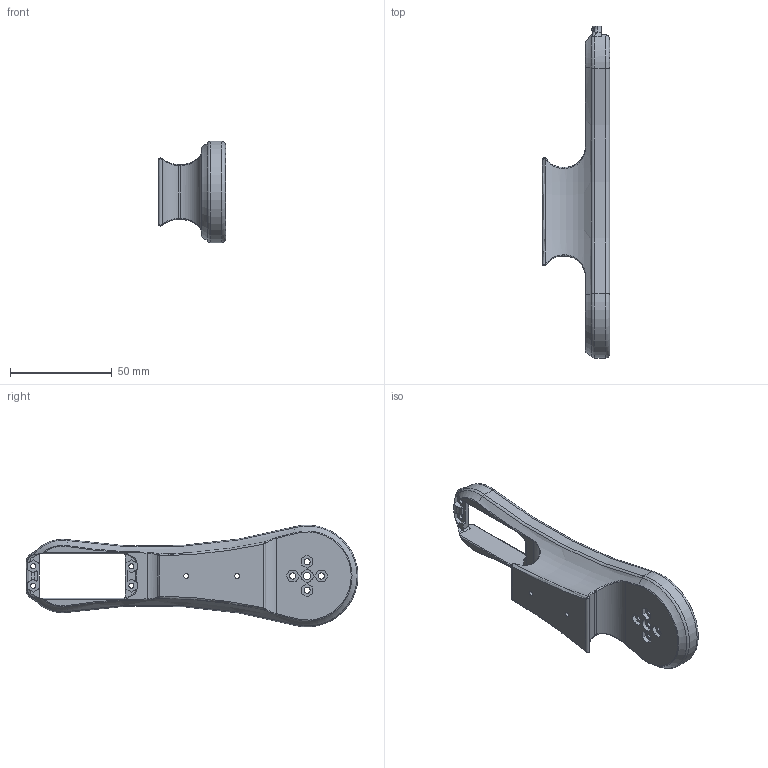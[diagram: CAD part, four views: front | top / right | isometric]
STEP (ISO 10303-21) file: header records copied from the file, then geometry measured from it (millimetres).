
FILE_DESCRIPTION(/* description */ (''),/* implementation_level */ '2;1');
FILE_NAME(/* name */ 'Robot - J2 (RIGHT) v7.step',/* time_stamp */ '2023-10-17T09:54:30+02:00',/* author */ (''),/* organization */ (''),/* preprocessor_version */ 'ST-DEVELOPER v20',/* originating_system */ 'Autodesk Translation Framework v12.14.0.127',/* authorisation */ '');
FILE_SCHEMA (('AUTOMOTIVE_DESIGN { 1 0 10303 214 3 1 1 }'));
Length unit declared in the file: millimetre
Products named in the file (1): Robot - J2 (RIGHT)
Bounding box: 33 x 163 x 49.9 mm (x, y, z)
Volume: 66762.6 mm3; surface area: 20014.4 mm2
Topology: 1 solids, 1 shells, 229 faces, 594 edges, 366 vertices
Faces by surface type: plane 96, cylinder 70, torus 34, bspline 29
Full cylindrical faces by diameter (mm): 2.5 x6, 3 x4, 3.5 x1, 6 x3, 22 x1
Entity records: 8661 total; most frequent: CARTESIAN_POINT 3066, ORIENTED_EDGE 1184, DIRECTION 1130, EDGE_CURVE 592, AXIS2_PLACEMENT_3D 417, VERTEX_POINT 366, LINE 296, VECTOR 296
